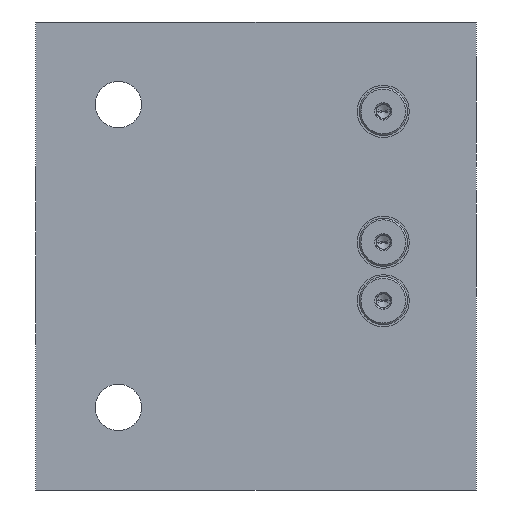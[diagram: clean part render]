
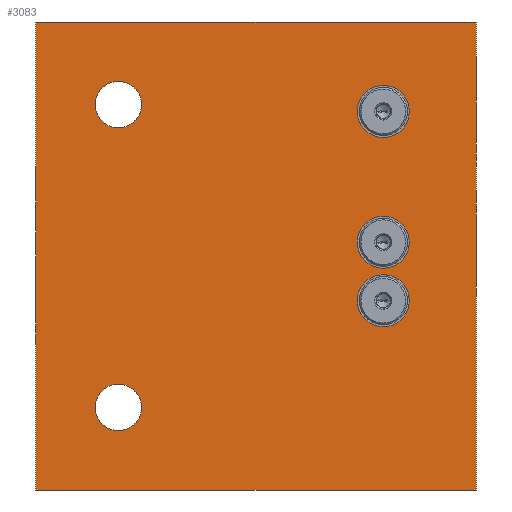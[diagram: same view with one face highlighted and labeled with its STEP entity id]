
A CAD part, left-side view. The second image highlights one B-rep face of the part: STEP entity #3083.
In plain terms, the highlighted planar face has unit normal (-1, 0, 0).
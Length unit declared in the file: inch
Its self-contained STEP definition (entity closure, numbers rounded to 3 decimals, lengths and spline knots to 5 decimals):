
#1=DIRECTION('',(0.,-1.,0.));
#2=VECTOR('',#1,4.);
#3=CARTESIAN_POINT('',(0.,0.,0.));
#4=LINE('',#3,#2);
#27=DIRECTION('',(0.,0.,1.));
#28=VECTOR('',#27,4.25);
#29=CARTESIAN_POINT('',(0.,0.,0.));
#30=LINE('',#29,#28);
#31=CARTESIAN_POINT('',(0.,-0.75,3.5));
#32=DIRECTION('',(1.,0.,0.));
#33=DIRECTION('',(0.,0.,-1.));
#34=AXIS2_PLACEMENT_3D('',#31,#32,#33);
#36=CARTESIAN_POINT('',(0.,-0.75,3.5));
#37=DIRECTION('',(1.,0.,0.));
#38=DIRECTION('',(0.,0.,1.));
#39=AXIS2_PLACEMENT_3D('',#36,#37,#38);
#41=CARTESIAN_POINT('',(0.,-0.75,0.75));
#42=DIRECTION('',(1.,0.,0.));
#43=DIRECTION('',(0.,0.,-1.));
#44=AXIS2_PLACEMENT_3D('',#41,#42,#43);
#46=CARTESIAN_POINT('',(0.,-0.75,0.75));
#47=DIRECTION('',(1.,0.,0.));
#48=DIRECTION('',(0.,0.,1.));
#49=AXIS2_PLACEMENT_3D('',#46,#47,#48);
#51=CARTESIAN_POINT('',(0.,-3.156,1.719));
#52=DIRECTION('',(1.,0.,0.));
#53=DIRECTION('',(0.,0.,-1.));
#54=AXIS2_PLACEMENT_3D('',#51,#52,#53);
#56=CARTESIAN_POINT('',(0.,-3.156,1.719));
#57=DIRECTION('',(1.,0.,0.));
#58=DIRECTION('',(0.,0.,1.));
#59=AXIS2_PLACEMENT_3D('',#56,#57,#58);
#61=CARTESIAN_POINT('',(0.,-3.156,2.25));
#62=DIRECTION('',(1.,0.,0.));
#63=DIRECTION('',(0.,0.,-1.));
#64=AXIS2_PLACEMENT_3D('',#61,#62,#63);
#66=CARTESIAN_POINT('',(0.,-3.156,2.25));
#67=DIRECTION('',(1.,0.,0.));
#68=DIRECTION('',(0.,0.,1.));
#69=AXIS2_PLACEMENT_3D('',#66,#67,#68);
#71=CARTESIAN_POINT('',(0.,-3.156,3.438));
#72=DIRECTION('',(1.,0.,0.));
#73=DIRECTION('',(0.,0.,-1.));
#74=AXIS2_PLACEMENT_3D('',#71,#72,#73);
#76=CARTESIAN_POINT('',(0.,-3.156,3.438));
#77=DIRECTION('',(1.,0.,0.));
#78=DIRECTION('',(0.,0.,1.));
#79=AXIS2_PLACEMENT_3D('',#76,#77,#78);
#119=DIRECTION('',(0.,0.,1.));
#120=VECTOR('',#119,4.25);
#121=CARTESIAN_POINT('',(0.,-4.,0.));
#122=LINE('',#121,#120);
#143=DIRECTION('',(0.,-1.,0.));
#144=VECTOR('',#143,4.);
#145=CARTESIAN_POINT('',(0.,0.,4.25));
#146=LINE('',#145,#144);
#2597=CARTESIAN_POINT('',(0.,0.,0.));
#2598=CARTESIAN_POINT('',(0.,-4.,0.));
#2599=VERTEX_POINT('',#2597);
#2600=VERTEX_POINT('',#2598);
#2605=CARTESIAN_POINT('',(0.,0.,4.25));
#2606=CARTESIAN_POINT('',(0.,-4.,4.25));
#2607=VERTEX_POINT('',#2605);
#2608=VERTEX_POINT('',#2606);
#2777=CARTESIAN_POINT('',(0.,-0.75,3.289));
#2778=CARTESIAN_POINT('',(0.,-0.75,3.711));
#2779=VERTEX_POINT('',#2777);
#2780=VERTEX_POINT('',#2778);
#2785=CARTESIAN_POINT('',(0.,-0.75,0.539));
#2786=CARTESIAN_POINT('',(0.,-0.75,0.961));
#2787=VERTEX_POINT('',#2785);
#2788=VERTEX_POINT('',#2786);
#2813=CARTESIAN_POINT('',(0.,-3.156,1.483));
#2814=CARTESIAN_POINT('',(0.,-3.156,1.955));
#2815=VERTEX_POINT('',#2813);
#2816=VERTEX_POINT('',#2814);
#2859=CARTESIAN_POINT('',(0.,-3.156,2.014));
#2860=CARTESIAN_POINT('',(0.,-3.156,2.486));
#2861=VERTEX_POINT('',#2859);
#2862=VERTEX_POINT('',#2860);
#2889=CARTESIAN_POINT('',(0.,-3.156,3.202));
#2890=CARTESIAN_POINT('',(0.,-3.156,3.674));
#2891=VERTEX_POINT('',#2889);
#2892=VERTEX_POINT('',#2890);
#3039=CARTESIAN_POINT('',(0.,0.,0.));
#3040=DIRECTION('',(-1.,0.,0.));
#3041=DIRECTION('',(0.,-1.,0.));
#3042=AXIS2_PLACEMENT_3D('',#3039,#3040,#3041);
#3043=PLANE('',#3042);
#3044=ORIENTED_EDGE('',*,*,#3022,.F.);
#3046=ORIENTED_EDGE('',*,*,#3045,.T.);
#3048=ORIENTED_EDGE('',*,*,#3047,.T.);
#3050=ORIENTED_EDGE('',*,*,#3049,.F.);
#3051=EDGE_LOOP('',(#3044,#3046,#3048,#3050));
#3052=FACE_OUTER_BOUND('',#3051,.F.);
#3054=ORIENTED_EDGE('',*,*,#3053,.F.);
#3056=ORIENTED_EDGE('',*,*,#3055,.F.);
#3057=EDGE_LOOP('',(#3054,#3056));
#3058=FACE_BOUND('',#3057,.F.);
#3060=ORIENTED_EDGE('',*,*,#3059,.F.);
#3062=ORIENTED_EDGE('',*,*,#3061,.F.);
#3063=EDGE_LOOP('',(#3060,#3062));
#3064=FACE_BOUND('',#3063,.F.);
#3066=ORIENTED_EDGE('',*,*,#3065,.F.);
#3068=ORIENTED_EDGE('',*,*,#3067,.F.);
#3069=EDGE_LOOP('',(#3066,#3068));
#3070=FACE_BOUND('',#3069,.F.);
#3072=ORIENTED_EDGE('',*,*,#3071,.F.);
#3074=ORIENTED_EDGE('',*,*,#3073,.F.);
#3075=EDGE_LOOP('',(#3072,#3074));
#3076=FACE_BOUND('',#3075,.F.);
#3078=ORIENTED_EDGE('',*,*,#3077,.F.);
#3080=ORIENTED_EDGE('',*,*,#3079,.F.);
#3081=EDGE_LOOP('',(#3078,#3080));
#3082=FACE_BOUND('',#3081,.F.);
#3083=ADVANCED_FACE('',(#3052,#3058,#3064,#3070,#3076,#3082),#3043,.T.);
#35=CIRCLE('',#34,0.211);
#40=CIRCLE('',#39,0.211);
#45=CIRCLE('',#44,0.211);
#50=CIRCLE('',#49,0.211);
#55=CIRCLE('',#54,0.236);
#60=CIRCLE('',#59,0.236);
#65=CIRCLE('',#64,0.236);
#70=CIRCLE('',#69,0.236);
#75=CIRCLE('',#74,0.236);
#80=CIRCLE('',#79,0.236);
#3022=EDGE_CURVE('',#2599,#2600,#4,.T.);
#3045=EDGE_CURVE('',#2599,#2607,#30,.T.);
#3047=EDGE_CURVE('',#2607,#2608,#146,.T.);
#3049=EDGE_CURVE('',#2600,#2608,#122,.T.);
#3053=EDGE_CURVE('',#2779,#2780,#35,.T.);
#3055=EDGE_CURVE('',#2780,#2779,#40,.T.);
#3059=EDGE_CURVE('',#2787,#2788,#45,.T.);
#3061=EDGE_CURVE('',#2788,#2787,#50,.T.);
#3065=EDGE_CURVE('',#2815,#2816,#55,.T.);
#3067=EDGE_CURVE('',#2816,#2815,#60,.T.);
#3071=EDGE_CURVE('',#2861,#2862,#65,.T.);
#3073=EDGE_CURVE('',#2862,#2861,#70,.T.);
#3077=EDGE_CURVE('',#2891,#2892,#75,.T.);
#3079=EDGE_CURVE('',#2892,#2891,#80,.T.);
